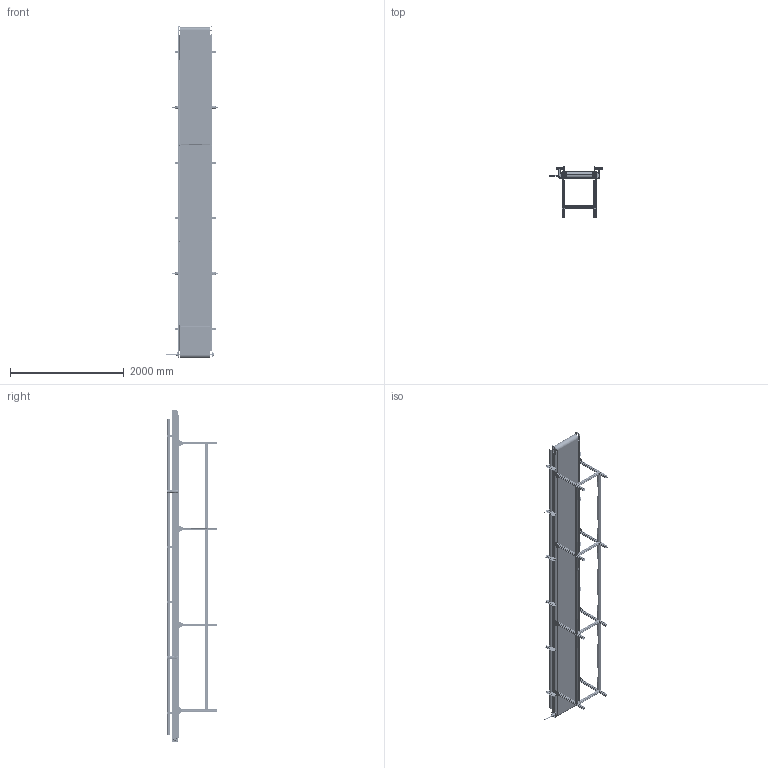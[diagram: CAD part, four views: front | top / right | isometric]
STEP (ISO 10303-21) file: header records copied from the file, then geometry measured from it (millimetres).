
FILE_DESCRIPTION(('FreeCAD Model'),'2;1');
FILE_NAME('Open CASCADE Shape Model','2025-05-04T14:28:41',('FreeCAD'),( 'FreeCAD'),'Open CASCADE STEP processor 7.6','FreeCAD','Unknown');
FILE_SCHEMA(('AUTOMOTIVE_DESIGN { 1 0 10303 214 1 1 1 1 }'));
Products named in the file (1): Open CASCADE STEP translator 7.6 1
Bounding box: 922.62 x 886.4 x 5825.35 mm (x, y, z)
Volume: 41858210.3 mm3; surface area: 36135543.3 mm2
Topology: 133 solids, 134 shells, 9037 faces, 25695 edges, 16950 vertices
Faces by surface type: bspline 9037
Entity records: 286047 total; most frequent: CARTESIAN_POINT 143617, ORIENTED_EDGE 51134, EDGE_CURVE 25567, VERTEX_POINT 16948, B_SPLINE_CURVE_WITH_KNOTS 15843, FACE_BOUND 9760, EDGE_LOOP 9760, ADVANCED_FACE 9037
